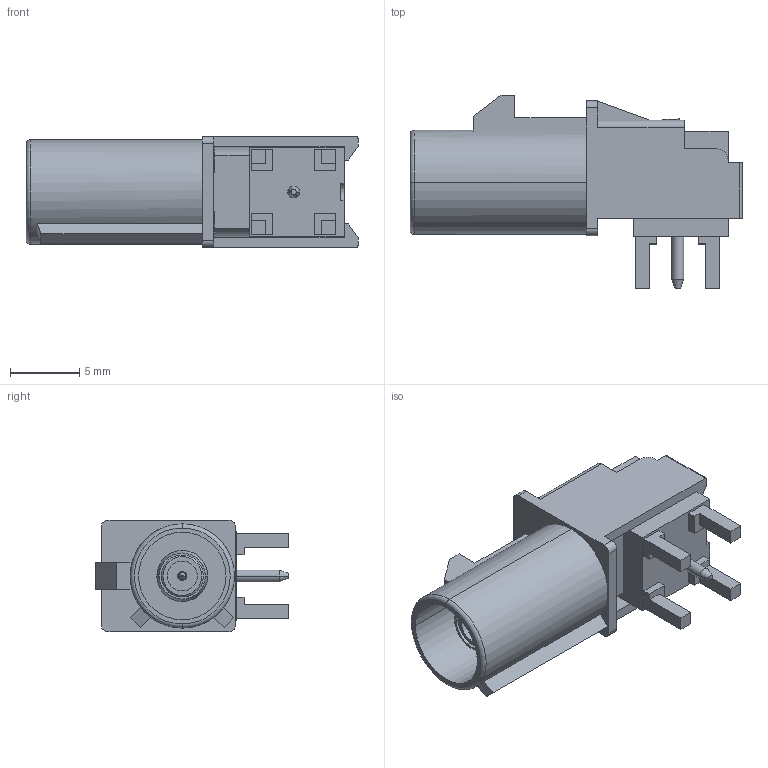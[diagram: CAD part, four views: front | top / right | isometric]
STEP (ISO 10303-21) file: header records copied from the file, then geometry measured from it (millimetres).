
FILE_DESCRIPTION((''),'2;1');
FILE_NAME('FA1-NDRP-PCB-8_SW0001','2019-12-05T',('Vijayaragavan'),(''),'CREO PARAMETRIC BY PTC INC, 2018360','CREO PARAMETRIC BY PTC INC, 2018360','');
FILE_SCHEMA(('CONFIG_CONTROL_DESIGN'));
Length unit declared in the file: millimetre
Products named in the file (1): FA1-NDRP-PCB-8_SW0001
Bounding box: 23.9 x 13.9 x 8 mm (x, y, z)
Volume: 1000.9 mm3; surface area: 1552.1 mm2
Topology: 1 solids, 1 shells, 292 faces, 783 edges, 512 vertices
Faces by surface type: plane 241, cylinder 33, cone 16, torus 2
Entity records: 9045 total; most frequent: CARTESIAN_POINT 1623, ORIENTED_EDGE 1566, DIRECTION 1449, EDGE_CURVE 783, VECTOR 689, LINE 689, VERTEX_POINT 512, AXIS2_PLACEMENT_3D 380
